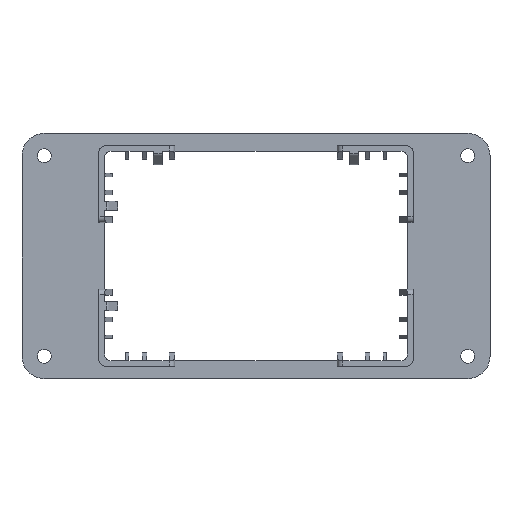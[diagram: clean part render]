
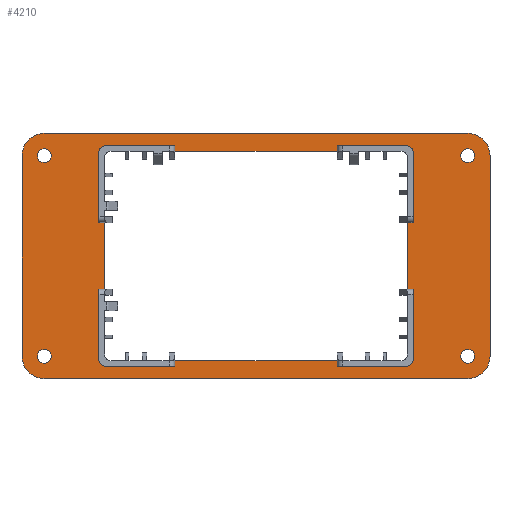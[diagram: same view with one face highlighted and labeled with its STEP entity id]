
A CAD part, top view. The second image highlights one B-rep face of the part: STEP entity #4210.
In plain terms, the highlighted planar face has unit normal (0, 0, 1).
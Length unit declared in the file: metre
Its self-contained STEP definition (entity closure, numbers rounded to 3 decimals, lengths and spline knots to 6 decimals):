
#76=CIRCLE('',#4454,0.0031);
#77=CIRCLE('',#4455,0.0031);
#78=CIRCLE('',#4456,0.0031);
#79=CIRCLE('',#4457,0.01);
#80=CIRCLE('',#4458,0.01);
#81=CIRCLE('',#4459,0.01);
#82=CIRCLE('',#4460,0.01);
#83=CIRCLE('',#4461,0.0031);
#84=CIRCLE('',#4462,0.003);
#85=CIRCLE('',#4463,0.003);
#86=CIRCLE('',#4464,0.003);
#87=CIRCLE('',#4465,0.003);
#292=ORIENTED_EDGE('',*,*,#1556,.T.);
#293=ORIENTED_EDGE('',*,*,#1557,.F.);
#294=ORIENTED_EDGE('',*,*,#1558,.F.);
#295=ORIENTED_EDGE('',*,*,#1559,.F.);
#296=ORIENTED_EDGE('',*,*,#1560,.T.);
#297=ORIENTED_EDGE('',*,*,#1561,.F.);
#298=ORIENTED_EDGE('',*,*,#1562,.T.);
#299=ORIENTED_EDGE('',*,*,#1563,.T.);
#300=ORIENTED_EDGE('',*,*,#1564,.T.);
#301=ORIENTED_EDGE('',*,*,#1565,.T.);
#302=ORIENTED_EDGE('',*,*,#1566,.T.);
#303=ORIENTED_EDGE('',*,*,#1567,.T.);
#304=ORIENTED_EDGE('',*,*,#1568,.T.);
#305=ORIENTED_EDGE('',*,*,#1446,.T.);
#306=ORIENTED_EDGE('',*,*,#1569,.F.);
#307=ORIENTED_EDGE('',*,*,#1570,.F.);
#308=ORIENTED_EDGE('',*,*,#1571,.F.);
#309=ORIENTED_EDGE('',*,*,#1572,.F.);
#310=ORIENTED_EDGE('',*,*,#1573,.T.);
#311=ORIENTED_EDGE('',*,*,#1499,.F.);
#312=ORIENTED_EDGE('',*,*,#1574,.F.);
#313=ORIENTED_EDGE('',*,*,#1575,.F.);
#314=ORIENTED_EDGE('',*,*,#1576,.F.);
#315=ORIENTED_EDGE('',*,*,#1577,.T.);
#316=ORIENTED_EDGE('',*,*,#1578,.T.);
#317=ORIENTED_EDGE('',*,*,#1526,.F.);
#318=ORIENTED_EDGE('',*,*,#1579,.F.);
#319=ORIENTED_EDGE('',*,*,#1580,.T.);
#320=ORIENTED_EDGE('',*,*,#1581,.F.);
#321=ORIENTED_EDGE('',*,*,#1582,.T.);
#322=ORIENTED_EDGE('',*,*,#1583,.T.);
#323=ORIENTED_EDGE('',*,*,#1538,.T.);
#324=ORIENTED_EDGE('',*,*,#1584,.F.);
#325=ORIENTED_EDGE('',*,*,#1585,.T.);
#326=ORIENTED_EDGE('',*,*,#1586,.F.);
#327=ORIENTED_EDGE('',*,*,#1587,.F.);
#1446=EDGE_CURVE('',#2079,#2078,#2486,.T.);
#1499=EDGE_CURVE('',#2131,#2129,#2539,.T.);
#1526=EDGE_CURVE('',#2158,#2159,#2566,.T.);
#1538=EDGE_CURVE('',#2171,#2170,#2578,.T.);
#1556=EDGE_CURVE('',#2188,#2188,#76,.T.);
#1557=EDGE_CURVE('',#2189,#2189,#77,.T.);
#1558=EDGE_CURVE('',#2190,#2190,#78,.T.);
#1559=EDGE_CURVE('',#2191,#2192,#2596,.T.);
#1560=EDGE_CURVE('',#2191,#2193,#79,.T.);
#1561=EDGE_CURVE('',#2194,#2193,#2597,.T.);
#1562=EDGE_CURVE('',#2194,#2195,#80,.T.);
#1563=EDGE_CURVE('',#2195,#2196,#2598,.T.);
#1564=EDGE_CURVE('',#2196,#2197,#81,.T.);
#1565=EDGE_CURVE('',#2197,#2198,#2599,.T.);
#1566=EDGE_CURVE('',#2198,#2192,#82,.T.);
#1567=EDGE_CURVE('',#2199,#2199,#83,.T.);
#1568=EDGE_CURVE('',#2200,#2079,#2600,.T.);
#1569=EDGE_CURVE('',#2201,#2078,#2601,.T.);
#1570=EDGE_CURVE('',#2202,#2201,#2602,.T.);
#1571=EDGE_CURVE('',#2203,#2202,#84,.T.);
#1572=EDGE_CURVE('',#2204,#2203,#2603,.T.);
#1573=EDGE_CURVE('',#2204,#2129,#2604,.T.);
#1574=EDGE_CURVE('',#2205,#2131,#2605,.T.);
#1575=EDGE_CURVE('',#2206,#2205,#2606,.T.);
#1576=EDGE_CURVE('',#2207,#2206,#85,.T.);
#1577=EDGE_CURVE('',#2207,#2208,#2607,.T.);
#1578=EDGE_CURVE('',#2208,#2159,#2608,.T.);
#1579=EDGE_CURVE('',#2209,#2158,#2609,.T.);
#1580=EDGE_CURVE('',#2209,#2210,#2610,.T.);
#1581=EDGE_CURVE('',#2211,#2210,#86,.T.);
#1582=EDGE_CURVE('',#2211,#2212,#2611,.T.);
#1583=EDGE_CURVE('',#2212,#2171,#2612,.T.);
#1584=EDGE_CURVE('',#2213,#2170,#2613,.T.);
#1585=EDGE_CURVE('',#2213,#2214,#2614,.T.);
#1586=EDGE_CURVE('',#2215,#2214,#87,.T.);
#1587=EDGE_CURVE('',#2200,#2215,#2615,.T.);
#2078=VERTEX_POINT('',#5983);
#2079=VERTEX_POINT('',#5985);
#2129=VERTEX_POINT('',#6094);
#2131=VERTEX_POINT('',#6098);
#2158=VERTEX_POINT('',#6159);
#2159=VERTEX_POINT('',#6161);
#2170=VERTEX_POINT('',#6186);
#2171=VERTEX_POINT('',#6188);
#2188=VERTEX_POINT('',#6228);
#2189=VERTEX_POINT('',#6230);
#2190=VERTEX_POINT('',#6232);
#2191=VERTEX_POINT('',#6234);
#2192=VERTEX_POINT('',#6235);
#2193=VERTEX_POINT('',#6237);
#2194=VERTEX_POINT('',#6239);
#2195=VERTEX_POINT('',#6241);
#2196=VERTEX_POINT('',#6243);
#2197=VERTEX_POINT('',#6245);
#2198=VERTEX_POINT('',#6247);
#2199=VERTEX_POINT('',#6250);
#2200=VERTEX_POINT('',#6252);
#2201=VERTEX_POINT('',#6254);
#2202=VERTEX_POINT('',#6256);
#2203=VERTEX_POINT('',#6258);
#2204=VERTEX_POINT('',#6260);
#2205=VERTEX_POINT('',#6263);
#2206=VERTEX_POINT('',#6265);
#2207=VERTEX_POINT('',#6267);
#2208=VERTEX_POINT('',#6269);
#2209=VERTEX_POINT('',#6272);
#2210=VERTEX_POINT('',#6274);
#2211=VERTEX_POINT('',#6276);
#2212=VERTEX_POINT('',#6278);
#2213=VERTEX_POINT('',#6281);
#2214=VERTEX_POINT('',#6283);
#2215=VERTEX_POINT('',#6285);
#2486=LINE('',#5984,#3006);
#2539=LINE('',#6099,#3059);
#2566=LINE('',#6160,#3086);
#2578=LINE('',#6187,#3098);
#2596=LINE('',#6233,#3116);
#2597=LINE('',#6238,#3117);
#2598=LINE('',#6242,#3118);
#2599=LINE('',#6246,#3119);
#2600=LINE('',#6251,#3120);
#2601=LINE('',#6253,#3121);
#2602=LINE('',#6255,#3122);
#2603=LINE('',#6259,#3123);
#2604=LINE('',#6261,#3124);
#2605=LINE('',#6262,#3125);
#2606=LINE('',#6264,#3126);
#2607=LINE('',#6268,#3127);
#2608=LINE('',#6270,#3128);
#2609=LINE('',#6271,#3129);
#2610=LINE('',#6273,#3130);
#2611=LINE('',#6277,#3131);
#2612=LINE('',#6279,#3132);
#2613=LINE('',#6280,#3133);
#2614=LINE('',#6282,#3134);
#2615=LINE('',#6286,#3135);
#3006=VECTOR('',#4777,1.);
#3059=VECTOR('',#4848,1.);
#3086=VECTOR('',#4889,1.);
#3098=VECTOR('',#4907,1.);
#3116=VECTOR('',#4941,1.);
#3117=VECTOR('',#4944,1.);
#3118=VECTOR('',#4947,1.);
#3119=VECTOR('',#4950,1.);
#3120=VECTOR('',#4955,1.);
#3121=VECTOR('',#4956,1.);
#3122=VECTOR('',#4957,1.);
#3123=VECTOR('',#4960,1.);
#3124=VECTOR('',#4961,1.);
#3125=VECTOR('',#4962,1.);
#3126=VECTOR('',#4963,1.);
#3127=VECTOR('',#4966,1.);
#3128=VECTOR('',#4967,1.);
#3129=VECTOR('',#4968,1.);
#3130=VECTOR('',#4969,1.);
#3131=VECTOR('',#4972,1.);
#3132=VECTOR('',#4973,1.);
#3133=VECTOR('',#4974,1.);
#3134=VECTOR('',#4975,1.);
#3135=VECTOR('',#4978,1.);
#3548=EDGE_LOOP('',(#292));
#3549=EDGE_LOOP('',(#293));
#3550=EDGE_LOOP('',(#294));
#3551=EDGE_LOOP('',(#295,#296,#297,#298,#299,#300,#301,#302));
#3552=EDGE_LOOP('',(#303));
#3553=EDGE_LOOP('',(#304,#305,#306,#307,#308,#309,#310,#311,#312,#313,#314,
#315,#316,#317,#318,#319,#320,#321,#322,#323,#324,#325,#326,#327));
#3792=FACE_BOUND('',#3548,.T.);
#3793=FACE_BOUND('',#3549,.T.);
#3794=FACE_BOUND('',#3550,.T.);
#3795=FACE_BOUND('',#3551,.T.);
#3796=FACE_BOUND('',#3552,.T.);
#3797=FACE_BOUND('',#3553,.T.);
#4036=PLANE('',#4453);
#4210=ADVANCED_FACE('',(#3792,#3793,#3794,#3795,#3796,#3797),#4036,.T.);
#4453=AXIS2_PLACEMENT_3D('',#6226,#4933,#4934);
#4454=AXIS2_PLACEMENT_3D('',#6227,#4935,#4936);
#4455=AXIS2_PLACEMENT_3D('',#6229,#4937,#4938);
#4456=AXIS2_PLACEMENT_3D('',#6231,#4939,#4940);
#4457=AXIS2_PLACEMENT_3D('',#6236,#4942,#4943);
#4458=AXIS2_PLACEMENT_3D('',#6240,#4945,#4946);
#4459=AXIS2_PLACEMENT_3D('',#6244,#4948,#4949);
#4460=AXIS2_PLACEMENT_3D('',#6248,#4951,#4952);
#4461=AXIS2_PLACEMENT_3D('',#6249,#4953,#4954);
#4462=AXIS2_PLACEMENT_3D('',#6257,#4958,#4959);
#4463=AXIS2_PLACEMENT_3D('',#6266,#4964,#4965);
#4464=AXIS2_PLACEMENT_3D('',#6275,#4970,#4971);
#4465=AXIS2_PLACEMENT_3D('',#6284,#4976,#4977);
#4777=DIRECTION('',(0.,1.,0.));
#4848=DIRECTION('',(-1.,0.,0.));
#4889=DIRECTION('',(0.,1.,0.));
#4907=DIRECTION('',(-1.,0.,0.));
#4933=DIRECTION('',(0.,0.,1.));
#4934=DIRECTION('',(1.,0.,0.));
#4935=DIRECTION('',(0.,0.,-1.));
#4936=DIRECTION('',(1.,0.,0.));
#4937=DIRECTION('',(0.,0.,1.));
#4938=DIRECTION('',(1.,0.,0.));
#4939=DIRECTION('',(0.,0.,1.));
#4940=DIRECTION('',(1.,0.,0.));
#4941=DIRECTION('',(-1.,0.,0.));
#4942=DIRECTION('',(0.,0.,1.));
#4943=DIRECTION('',(1.,0.,0.));
#4944=DIRECTION('',(0.,-1.,0.));
#4945=DIRECTION('',(0.,0.,1.));
#4946=DIRECTION('',(1.,0.,0.));
#4947=DIRECTION('',(-1.,0.,0.));
#4948=DIRECTION('',(0.,0.,1.));
#4949=DIRECTION('',(1.,0.,0.));
#4950=DIRECTION('',(0.,-1.,0.));
#4951=DIRECTION('',(0.,0.,1.));
#4952=DIRECTION('',(1.,0.,0.));
#4953=DIRECTION('',(0.,0.,-1.));
#4954=DIRECTION('',(1.,0.,0.));
#4955=DIRECTION('',(1.,0.,0.));
#4956=DIRECTION('',(1.,0.,0.));
#4957=DIRECTION('',(0.,-1.,0.));
#4958=DIRECTION('',(0.,0.,1.));
#4959=DIRECTION('',(1.,0.,0.));
#4960=DIRECTION('',(-1.,0.,0.));
#4961=DIRECTION('',(0.,-1.,0.));
#4962=DIRECTION('',(0.,-1.,0.));
#4963=DIRECTION('',(-1.,0.,0.));
#4964=DIRECTION('',(0.,0.,1.));
#4965=DIRECTION('',(1.,0.,0.));
#4966=DIRECTION('',(0.,-1.,0.));
#4967=DIRECTION('',(-1.,0.,0.));
#4968=DIRECTION('',(-1.,0.,0.));
#4969=DIRECTION('',(0.,-1.,0.));
#4970=DIRECTION('',(0.,0.,1.));
#4971=DIRECTION('',(1.,0.,0.));
#4972=DIRECTION('',(-1.,0.,0.));
#4973=DIRECTION('',(0.,1.,0.));
#4974=DIRECTION('',(0.,1.,0.));
#4975=DIRECTION('',(-1.,0.,0.));
#4976=DIRECTION('',(0.,0.,1.));
#4977=DIRECTION('',(1.,0.,0.));
#4978=DIRECTION('',(0.,-1.,0.));
#5983=CARTESIAN_POINT('',(-0.068,0.015,0.));
#5984=CARTESIAN_POINT('',(-0.068,0.,0.));
#5985=CARTESIAN_POINT('',(-0.068,-0.015,0.));
#6094=CARTESIAN_POINT('',(-0.0365,0.047,0.));
#6098=CARTESIAN_POINT('',(0.0365,0.047,0.));
#6099=CARTESIAN_POINT('',(0.,0.047,0.));
#6159=CARTESIAN_POINT('',(0.068,-0.015,0.));
#6160=CARTESIAN_POINT('',(0.068,0.,0.));
#6161=CARTESIAN_POINT('',(0.068,0.015,0.));
#6186=CARTESIAN_POINT('',(-0.0365,-0.047,0.));
#6187=CARTESIAN_POINT('',(0.,-0.047,0.));
#6188=CARTESIAN_POINT('',(0.0365,-0.047,0.));
#6226=CARTESIAN_POINT('',(0.,0.,0.));
#6227=CARTESIAN_POINT('',(-0.095,-0.045,0.));
#6228=CARTESIAN_POINT('',(-0.0919,-0.045,0.));
#6229=CARTESIAN_POINT('',(0.095,-0.045,0.));
#6230=CARTESIAN_POINT('',(0.0981,-0.045,0.));
#6231=CARTESIAN_POINT('',(-0.095,0.045,0.));
#6232=CARTESIAN_POINT('',(-0.0919,0.045,0.));
#6233=CARTESIAN_POINT('',(0.,-0.055,0.));
#6234=CARTESIAN_POINT('',(0.095,-0.055,0.));
#6235=CARTESIAN_POINT('',(-0.095,-0.055,0.));
#6236=CARTESIAN_POINT('',(0.095,-0.045,0.));
#6237=CARTESIAN_POINT('',(0.105,-0.045,0.));
#6238=CARTESIAN_POINT('',(0.105,0.,0.));
#6239=CARTESIAN_POINT('',(0.105,0.045,0.));
#6240=CARTESIAN_POINT('',(0.095,0.045,0.));
#6241=CARTESIAN_POINT('',(0.095,0.055,0.));
#6242=CARTESIAN_POINT('',(0.,0.055,0.));
#6243=CARTESIAN_POINT('',(-0.095,0.055,0.));
#6244=CARTESIAN_POINT('',(-0.095,0.045,0.));
#6245=CARTESIAN_POINT('',(-0.105,0.045,0.));
#6246=CARTESIAN_POINT('',(-0.105,0.,0.));
#6247=CARTESIAN_POINT('',(-0.105,-0.045,0.));
#6248=CARTESIAN_POINT('',(-0.095,-0.045,0.));
#6249=CARTESIAN_POINT('',(0.095,0.045,0.));
#6250=CARTESIAN_POINT('',(0.0981,0.045,0.));
#6251=CARTESIAN_POINT('',(-0.06925,-0.015,0.));
#6252=CARTESIAN_POINT('',(-0.0705,-0.015,0.));
#6253=CARTESIAN_POINT('',(-0.06925,0.015,0.));
#6254=CARTESIAN_POINT('',(-0.0705,0.015,0.));
#6255=CARTESIAN_POINT('',(-0.0705,0.03075,0.));
#6256=CARTESIAN_POINT('',(-0.0705,0.0465,0.));
#6257=CARTESIAN_POINT('',(-0.0675,0.0465,0.));
#6258=CARTESIAN_POINT('',(-0.0675,0.0495,0.));
#6259=CARTESIAN_POINT('',(-0.052,0.0495,0.));
#6260=CARTESIAN_POINT('',(-0.0365,0.0495,0.));
#6261=CARTESIAN_POINT('',(-0.0365,0.04825,0.));
#6262=CARTESIAN_POINT('',(0.0365,0.04825,0.));
#6263=CARTESIAN_POINT('',(0.0365,0.0495,0.));
#6264=CARTESIAN_POINT('',(0.052,0.0495,0.));
#6265=CARTESIAN_POINT('',(0.0675,0.0495,0.));
#6266=CARTESIAN_POINT('',(0.0675,0.0465,0.));
#6267=CARTESIAN_POINT('',(0.0705,0.0465,0.));
#6268=CARTESIAN_POINT('',(0.0705,0.03075,0.));
#6269=CARTESIAN_POINT('',(0.0705,0.015,0.));
#6270=CARTESIAN_POINT('',(0.06925,0.015,0.));
#6271=CARTESIAN_POINT('',(0.06925,-0.015,0.));
#6272=CARTESIAN_POINT('',(0.0705,-0.015,0.));
#6273=CARTESIAN_POINT('',(0.0705,-0.03075,0.));
#6274=CARTESIAN_POINT('',(0.0705,-0.0465,0.));
#6275=CARTESIAN_POINT('',(0.0675,-0.0465,0.));
#6276=CARTESIAN_POINT('',(0.0675,-0.0495,0.));
#6277=CARTESIAN_POINT('',(0.052,-0.0495,0.));
#6278=CARTESIAN_POINT('',(0.0365,-0.0495,0.));
#6279=CARTESIAN_POINT('',(0.0365,-0.04825,0.));
#6280=CARTESIAN_POINT('',(-0.0365,-0.04825,0.));
#6281=CARTESIAN_POINT('',(-0.0365,-0.0495,0.));
#6282=CARTESIAN_POINT('',(-0.052,-0.0495,0.));
#6283=CARTESIAN_POINT('',(-0.0675,-0.0495,0.));
#6284=CARTESIAN_POINT('',(-0.0675,-0.0465,0.));
#6285=CARTESIAN_POINT('',(-0.0705,-0.0465,0.));
#6286=CARTESIAN_POINT('',(-0.0705,-0.03075,0.));
